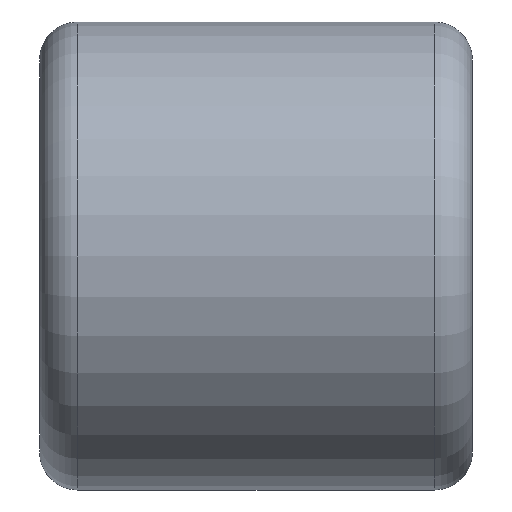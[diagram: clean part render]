
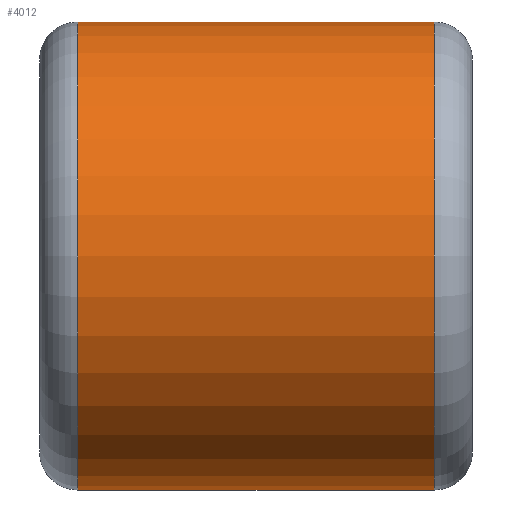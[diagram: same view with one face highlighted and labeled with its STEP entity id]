
A CAD part, front view. The second image highlights one B-rep face of the part: STEP entity #4012.
In plain terms, the highlighted cylindrical face has radius 40 mm (diameter 80 mm), a partial arc.
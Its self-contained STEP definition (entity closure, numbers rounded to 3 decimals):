
#233 = VECTOR ( 'NONE', #2948, 1000. ) ;
#275 = EDGE_CURVE ( 'NONE', #4300, #2486, #3051, .T. ) ;
#471 = EDGE_CURVE ( 'NONE', #4572, #2486, #4252, .T. ) ;
#842 = EDGE_LOOP ( 'NONE', ( #3645, #1490, #987, #2304 ) ) ;
#958 = CARTESIAN_POINT ( 'NONE',  ( -30.5, 0., 141.542 ) ) ;
#987 = ORIENTED_EDGE ( 'NONE', *, *, #3104, .T. ) ;
#1150 = CARTESIAN_POINT ( 'NONE',  ( 30.5, 0., 221.542 ) ) ;
#1490 = ORIENTED_EDGE ( 'NONE', *, *, #3314, .T. ) ;
#1536 = CARTESIAN_POINT ( 'NONE',  ( 30.5, 0., 181.542 ) ) ;
#1681 = CYLINDRICAL_SURFACE ( 'NONE', #2754, 40. ) ;
#1896 = CARTESIAN_POINT ( 'NONE',  ( -57.637, 0., 141.542 ) ) ;
#2304 = ORIENTED_EDGE ( 'NONE', *, *, #471, .T. ) ;
#2406 = VECTOR ( 'NONE', #2702, 1000. ) ;
#2486 = VERTEX_POINT ( 'NONE', #958 ) ;
#2589 = DIRECTION ( 'NONE',  ( -1., 0., 0. ) ) ;
#2600 = VERTEX_POINT ( 'NONE', #1150 ) ;
#2702 = DIRECTION ( 'NONE',  ( -1., 0., 0. ) ) ;
#2750 = AXIS2_PLACEMENT_3D ( 'NONE', #1536, #2589, #3623 ) ;
#2753 = CARTESIAN_POINT ( 'NONE',  ( 30.5, 0., 141.542 ) ) ;
#2754 = AXIS2_PLACEMENT_3D ( 'NONE', #3458, #3408, #4542 ) ;
#2775 = DIRECTION ( 'NONE',  ( 1., 0., 0. ) ) ;
#2948 = DIRECTION ( 'NONE',  ( -1., 0., 0. ) ) ;
#3025 = LINE ( 'NONE', #3785, #2406 ) ;
#3051 = LINE ( 'NONE', #1896, #233 ) ;
#3104 = EDGE_CURVE ( 'NONE', #2600, #4572, #3025, .T. ) ;
#3314 = EDGE_CURVE ( 'NONE', #4300, #2600, #3680, .T. ) ;
#3408 = DIRECTION ( 'NONE',  ( -1., 0., 0. ) ) ;
#3458 = CARTESIAN_POINT ( 'NONE',  ( -57.637, 0., 181.542 ) ) ;
#3623 = DIRECTION ( 'NONE',  ( 0., 0., 1. ) ) ;
#3645 = ORIENTED_EDGE ( 'NONE', *, *, #275, .F. ) ;
#3680 = CIRCLE ( 'NONE', #2750, 40. ) ;
#3785 = CARTESIAN_POINT ( 'NONE',  ( -57.637, 0., 221.542 ) ) ;
#3902 = DIRECTION ( 'NONE',  ( 0., 0., -1. ) ) ;
#4012 = ADVANCED_FACE ( 'NONE', ( #4193 ), #1681, .T. ) ;
#4034 = CARTESIAN_POINT ( 'NONE',  ( -30.5, 0., 221.542 ) ) ;
#4109 = AXIS2_PLACEMENT_3D ( 'NONE', #4574, #2775, #3902 ) ;
#4193 = FACE_OUTER_BOUND ( 'NONE', #842, .T. ) ;
#4252 = CIRCLE ( 'NONE', #4109, 40. ) ;
#4300 = VERTEX_POINT ( 'NONE', #2753 ) ;
#4542 = DIRECTION ( 'NONE',  ( 0., 0., 1. ) ) ;
#4572 = VERTEX_POINT ( 'NONE', #4034 ) ;
#4574 = CARTESIAN_POINT ( 'NONE',  ( -30.5, 0., 181.542 ) ) ;
